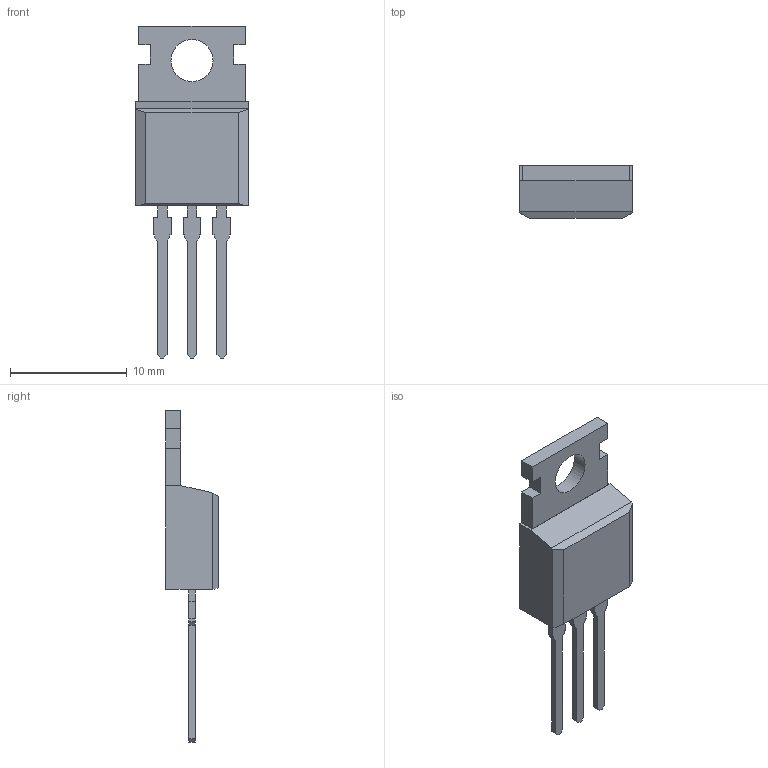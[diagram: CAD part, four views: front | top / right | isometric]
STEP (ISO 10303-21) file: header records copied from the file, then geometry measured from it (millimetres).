
FILE_DESCRIPTION(('FreeCAD Model'),'2;1');
FILE_NAME('mosfet-P55NF06L.step', '2014-12-25T19:14:40',('FreeCAD'),('FreeCAD'), 'Open CASCADE STEP processor 6.7','FreeCAD','Unknown');
FILE_SCHEMA(('AUTOMOTIVE_DESIGN_CC2 { 1 2 10303 214 -1 1 5 4 }'));
Length unit declared in the file: millimetre
Products named in the file (1): Mosfet-P55NF06L
Bounding box: 9.65 x 4.5 x 28.42 mm (x, y, z)
Volume: 448.2 mm3; surface area: 587.2 mm2
Topology: 5 solids, 5 shells, 86 faces, 228 edges, 152 vertices
Faces by surface type: plane 85, cylinder 1
Full cylindrical faces by diameter (mm): 3.6 x1
Entity records: 6178 total; most frequent: CARTESIAN_POINT 935, DIRECTION 848, LINE 668, VECTOR 668, ORIENTED_EDGE 456, PCURVE 456, DEFINITIONAL_REPRESENTATION 456, EDGE_CURVE 228
